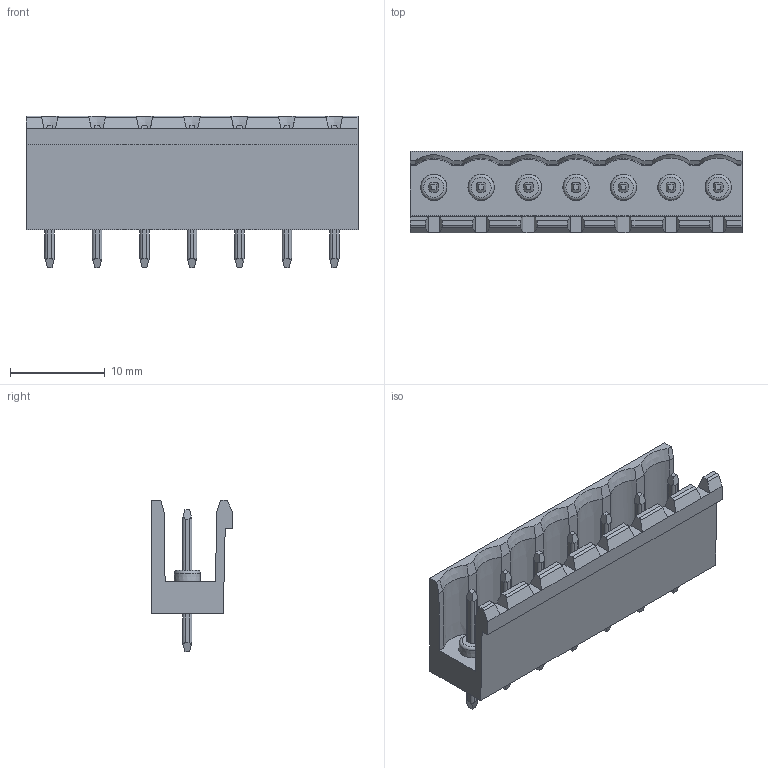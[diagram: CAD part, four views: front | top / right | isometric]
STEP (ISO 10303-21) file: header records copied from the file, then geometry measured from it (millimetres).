
FILE_DESCRIPTION(/* description */ (''),/* implementation_level */ '2;1');
FILE_NAME(/* name */ '2EDGV-5.0-07P-1Y-100AH_.stp',/* time_stamp */ '2022-05-19T15:51:27+08:00',/* author */ (''),/* organization */ (''),/* preprocessor_version */ 'ST-DEVELOPER v16',/* originating_system */ 'SIEMENS PLM Software NX 10.0',/* authorisation */ '');
FILE_SCHEMA (('AUTOMOTIVE_DESIGN { 1 0 10303 214 3 1 1 1 }'));
Length unit declared in the file: millimetre
Products named in the file (1): 2EDGV-5.0-07P-1Y-100AH_
Bounding box: 35 x 8.6 x 16 mm (x, y, z)
Volume: 1650.3 mm3; surface area: 2401.6 mm2
Topology: 1 solids, 1 shells, 296 faces, 796 edges, 523 vertices
Faces by surface type: plane 204, cylinder 66, cone 19, torus 7
Entity records: 9171 total; most frequent: CARTESIAN_POINT 1640, DIRECTION 1595, ORIENTED_EDGE 1544, EDGE_CURVE 772, AXIS2_PLACEMENT_3D 542, VERTEX_POINT 513, LINE 511, VECTOR 511
